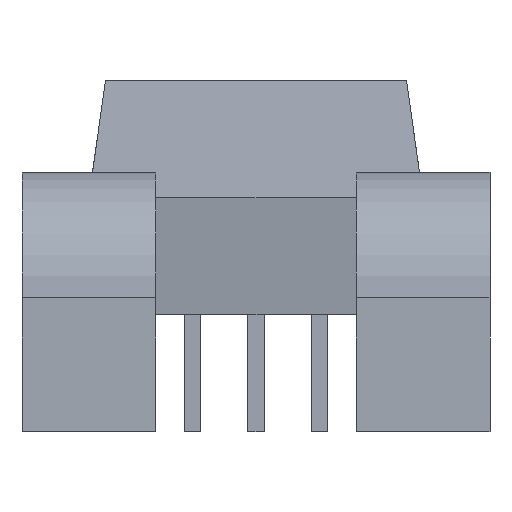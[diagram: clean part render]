
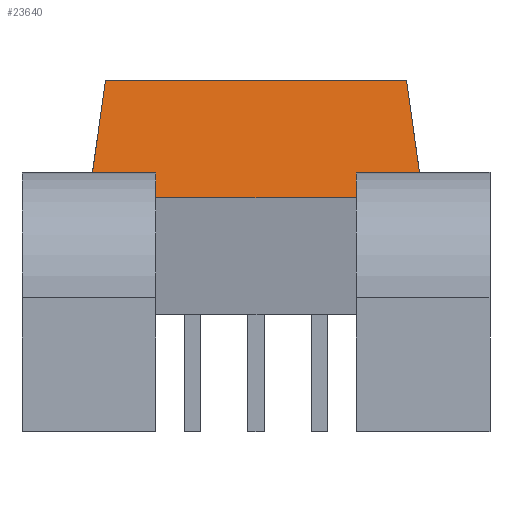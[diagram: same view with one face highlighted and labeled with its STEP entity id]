
A CAD part, left-side view. The second image highlights one B-rep face of the part: STEP entity #23640.
In plain terms, the highlighted planar face has unit normal (-0.99, 0, 0.141).
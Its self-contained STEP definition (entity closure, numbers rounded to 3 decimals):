
#69 = VECTOR ( 'NONE', #2601, 1000. ) ;
#170 = ORIENTED_EDGE ( 'NONE', *, *, #21584, .T. ) ;
#1400 = ORIENTED_EDGE ( 'NONE', *, *, #23569, .F. ) ;
#2143 = VECTOR ( 'NONE', #27996, 1000. ) ;
#2601 = DIRECTION ( 'NONE',  ( -0.14, 0.14, -0.98 ) ) ;
#2709 = VERTEX_POINT ( 'NONE', #6334 ) ;
#2901 = CARTESIAN_POINT ( 'NONE',  ( -6.5, 13., 3.5 ) ) ;
#3101 = LINE ( 'NONE', #31204, #2143 ) ;
#4169 = CARTESIAN_POINT ( 'NONE',  ( -6.393, -3., 4.25 ) ) ;
#5064 = CARTESIAN_POINT ( 'NONE',  ( -6.393, -4.893, 4.25 ) ) ;
#5477 = CARTESIAN_POINT ( 'NONE',  ( -6., -4.5, 7. ) ) ;
#5505 = VECTOR ( 'NONE', #8279, 1000. ) ;
#5728 = LINE ( 'NONE', #30614, #14242 ) ;
#5786 = CARTESIAN_POINT ( 'NONE',  ( -6., 4.5, 7. ) ) ;
#6098 = DIRECTION ( 'NONE',  ( 0., -1., 0. ) ) ;
#6099 = PLANE ( 'NONE',  #27173 ) ;
#6200 = LINE ( 'NONE', #27142, #11326 ) ;
#6334 = CARTESIAN_POINT ( 'NONE',  ( -6.393, 3., 4.25 ) ) ;
#6344 = DIRECTION ( 'NONE',  ( 0., 1., 0. ) ) ;
#8279 = DIRECTION ( 'NONE',  ( 0.14, 0.14, 0.98 ) ) ;
#8860 = EDGE_CURVE ( 'NONE', #23499, #2709, #6200, .T. ) ;
#9015 = LINE ( 'NONE', #5786, #69 ) ;
#9328 = CARTESIAN_POINT ( 'NONE',  ( -6.393, 13., 4.25 ) ) ;
#9487 = VERTEX_POINT ( 'NONE', #5064 ) ;
#9566 = CARTESIAN_POINT ( 'NONE',  ( -6., 13., 7. ) ) ;
#10443 = VERTEX_POINT ( 'NONE', #5477 ) ;
#11164 = DIRECTION ( 'NONE',  ( 0.141, 0., 0.99 ) ) ;
#11189 = CARTESIAN_POINT ( 'NONE',  ( -6., 4.5, 7. ) ) ;
#11326 = VECTOR ( 'NONE', #23951, 1000. ) ;
#11504 = CARTESIAN_POINT ( 'NONE',  ( -6.393, -4.893, 4.25 ) ) ;
#11743 = CARTESIAN_POINT ( 'NONE',  ( -6.5, -3., 3.5 ) ) ;
#11756 = EDGE_CURVE ( 'NONE', #20343, #9487, #12511, .T. ) ;
#12511 = LINE ( 'NONE', #9328, #31238 ) ;
#12740 = LINE ( 'NONE', #9566, #18685 ) ;
#13174 = VECTOR ( 'NONE', #11164, 1000. ) ;
#13442 = VERTEX_POINT ( 'NONE', #19589 ) ;
#14242 = VECTOR ( 'NONE', #27417, 1000. ) ;
#14354 = CARTESIAN_POINT ( 'NONE',  ( -6.5, -3., 3.5 ) ) ;
#14678 = LINE ( 'NONE', #11504, #5505 ) ;
#15529 = ORIENTED_EDGE ( 'NONE', *, *, #23143, .T. ) ;
#16668 = ORIENTED_EDGE ( 'NONE', *, *, #21844, .T. ) ;
#16954 = ORIENTED_EDGE ( 'NONE', *, *, #23455, .T. ) ;
#17113 = VERTEX_POINT ( 'NONE', #11743 ) ;
#17285 = EDGE_CURVE ( 'NONE', #17113, #20343, #17559, .T. ) ;
#17559 = LINE ( 'NONE', #14354, #13174 ) ;
#18685 = VECTOR ( 'NONE', #6344, 1000. ) ;
#19324 = CARTESIAN_POINT ( 'NONE',  ( -6.393, 4.893, 4.25 ) ) ;
#19589 = CARTESIAN_POINT ( 'NONE',  ( -6.5, 3., 3.5 ) ) ;
#20343 = VERTEX_POINT ( 'NONE', #4169 ) ;
#20543 = ORIENTED_EDGE ( 'NONE', *, *, #8860, .T. ) ;
#21584 = EDGE_CURVE ( 'NONE', #9487, #10443, #14678, .T. ) ;
#21639 = ORIENTED_EDGE ( 'NONE', *, *, #17285, .T. ) ;
#21844 = EDGE_CURVE ( 'NONE', #23744, #23499, #9015, .T. ) ;
#23143 = EDGE_CURVE ( 'NONE', #10443, #23744, #12740, .T. ) ;
#23145 = FACE_OUTER_BOUND ( 'NONE', #24254, .T. ) ;
#23455 = EDGE_CURVE ( 'NONE', #13442, #17113, #3101, .T. ) ;
#23499 = VERTEX_POINT ( 'NONE', #19324 ) ;
#23569 = EDGE_CURVE ( 'NONE', #13442, #2709, #5728, .T. ) ;
#23640 = ADVANCED_FACE ( 'NONE', ( #23145 ), #6099, .T. ) ;
#23744 = VERTEX_POINT ( 'NONE', #11189 ) ;
#23951 = DIRECTION ( 'NONE',  ( 0., -1., 0. ) ) ;
#24254 = EDGE_LOOP ( 'NONE', ( #16954, #21639, #26753, #170, #15529, #16668, #20543, #1400 ) ) ;
#26753 = ORIENTED_EDGE ( 'NONE', *, *, #11756, .T. ) ;
#27142 = CARTESIAN_POINT ( 'NONE',  ( -6.393, 13., 4.25 ) ) ;
#27173 = AXIS2_PLACEMENT_3D ( 'NONE', #2901, #30992, #27787 ) ;
#27417 = DIRECTION ( 'NONE',  ( 0.141, 0., 0.99 ) ) ;
#27787 = DIRECTION ( 'NONE',  ( 0.141, 0., 0.99 ) ) ;
#27996 = DIRECTION ( 'NONE',  ( 0., -1., 0. ) ) ;
#30614 = CARTESIAN_POINT ( 'NONE',  ( -6.5, 3., 3.5 ) ) ;
#30992 = DIRECTION ( 'NONE',  ( -0.99, 0., 0.141 ) ) ;
#31204 = CARTESIAN_POINT ( 'NONE',  ( -6.5, 13., 3.5 ) ) ;
#31238 = VECTOR ( 'NONE', #6098, 1000. ) ;
